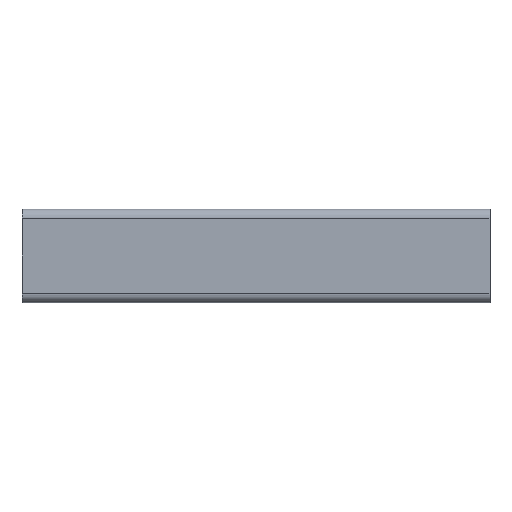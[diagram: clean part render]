
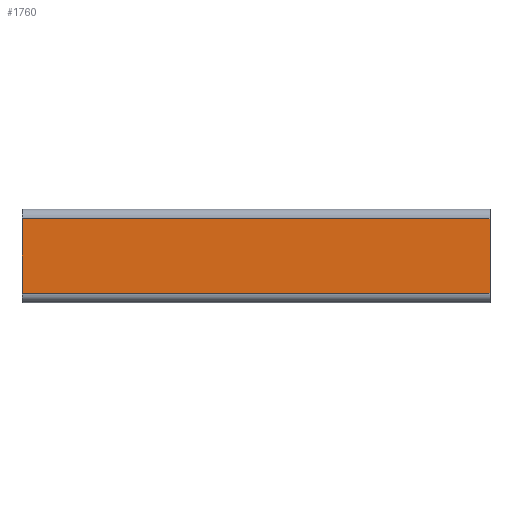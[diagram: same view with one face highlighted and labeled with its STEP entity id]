
A CAD part, left-side view. The second image highlights one B-rep face of the part: STEP entity #1760.
In plain terms, the highlighted planar face has unit normal (-1, 0, 0).
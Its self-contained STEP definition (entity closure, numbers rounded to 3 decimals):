
#244 = CARTESIAN_POINT ( 'NONE',  ( -40., 0., -16. ) ) ;
#293 = LINE ( 'NONE', #4823, #4153 ) ;
#386 = EDGE_CURVE ( 'NONE', #3886, #4245, #4695, .T. ) ;
#721 = DIRECTION ( 'NONE',  ( 0., 0., 1. ) ) ;
#840 = ORIENTED_EDGE ( 'NONE', *, *, #4197, .F. ) ;
#1269 = ORIENTED_EDGE ( 'NONE', *, *, #386, .T. ) ;
#1495 = DIRECTION ( 'NONE',  ( 0., -1., 0. ) ) ;
#1611 = DIRECTION ( 'NONE',  ( 0., 0., 1. ) ) ;
#1760 = ADVANCED_FACE ( 'NONE', ( #3543 ), #7132, .T. ) ;
#1819 = CARTESIAN_POINT ( 'NONE',  ( -40., 200., 16. ) ) ;
#1902 = EDGE_CURVE ( 'NONE', #8275, #3886, #7054, .T. ) ;
#2074 = CARTESIAN_POINT ( 'NONE',  ( -40., 200., -16. ) ) ;
#2091 = DIRECTION ( 'NONE',  ( 0., 0., 1. ) ) ;
#2532 = VERTEX_POINT ( 'NONE', #1819 ) ;
#3051 = ORIENTED_EDGE ( 'NONE', *, *, #5303, .F. ) ;
#3338 = DIRECTION ( 'NONE',  ( -1., 0., 0. ) ) ;
#3543 = FACE_OUTER_BOUND ( 'NONE', #4535, .T. ) ;
#3886 = VERTEX_POINT ( 'NONE', #5562 ) ;
#4153 = VECTOR ( 'NONE', #1611, 1000. ) ;
#4178 = CARTESIAN_POINT ( 'NONE',  ( -40., 0., 16. ) ) ;
#4197 = EDGE_CURVE ( 'NONE', #8275, #2532, #293, .T. ) ;
#4245 = VERTEX_POINT ( 'NONE', #4178 ) ;
#4434 = LINE ( 'NONE', #8121, #7497 ) ;
#4535 = EDGE_LOOP ( 'NONE', ( #1269, #3051, #840, #4818 ) ) ;
#4695 = LINE ( 'NONE', #244, #6991 ) ;
#4818 = ORIENTED_EDGE ( 'NONE', *, *, #1902, .T. ) ;
#4823 = CARTESIAN_POINT ( 'NONE',  ( -40., 200., 0. ) ) ;
#4961 = VECTOR ( 'NONE', #1495, 1000. ) ;
#5303 = EDGE_CURVE ( 'NONE', #2532, #4245, #4434, .T. ) ;
#5326 = CARTESIAN_POINT ( 'NONE',  ( -40., 0., -16. ) ) ;
#5562 = CARTESIAN_POINT ( 'NONE',  ( -40., 0., -16. ) ) ;
#5577 = DIRECTION ( 'NONE',  ( 0., -1., 0. ) ) ;
#5859 = CARTESIAN_POINT ( 'NONE',  ( -40., 0., -16. ) ) ;
#6991 = VECTOR ( 'NONE', #2091, 1000. ) ;
#7054 = LINE ( 'NONE', #5326, #4961 ) ;
#7132 = PLANE ( 'NONE',  #7742 ) ;
#7497 = VECTOR ( 'NONE', #5577, 1000. ) ;
#7742 = AXIS2_PLACEMENT_3D ( 'NONE', #5859, #3338, #721 ) ;
#8121 = CARTESIAN_POINT ( 'NONE',  ( -40., 0., 16. ) ) ;
#8275 = VERTEX_POINT ( 'NONE', #2074 ) ;
